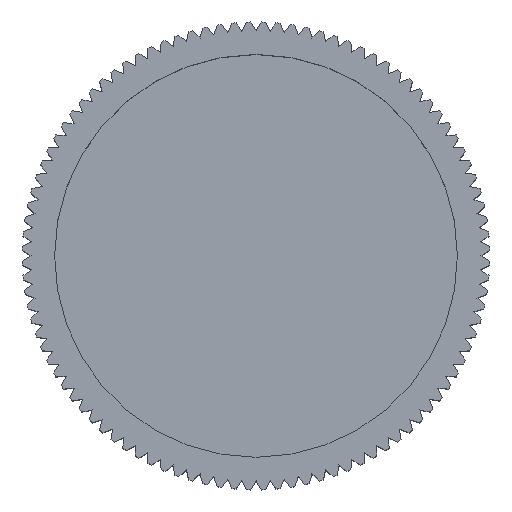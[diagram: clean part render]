
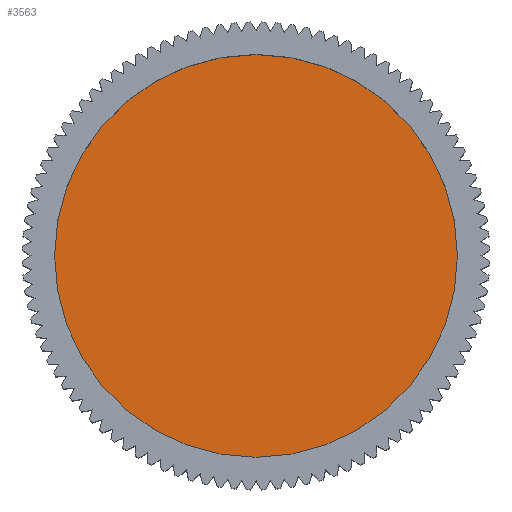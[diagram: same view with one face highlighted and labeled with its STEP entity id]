
A CAD part, top view. The second image highlights one B-rep face of the part: STEP entity #3563.
In plain terms, the highlighted planar face has unit normal (0, 0, 1).
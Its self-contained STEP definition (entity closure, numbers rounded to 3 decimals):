
#2305=VERTEX_POINT('',#6130);
#2497=EDGE_CURVE('',#2305,#3459,#6340,.T.);
#3459=VERTEX_POINT('',#7405);
#3563=ADVANCED_FACE('',(#7515),#7516,.F.);
#4147=EDGE_CURVE('',#3459,#2305,#8145,.T.);
#6130=CARTESIAN_POINT('',(15.5,0.0,14.0));
#6340=CIRCLE('',#10937,15.5);
#7405=CARTESIAN_POINT('',(-15.5,0.,14.0));
#7515=FACE_OUTER_BOUND('',#12953,.T.);
#7516=PLANE('',#12954);
#8145=CIRCLE('',#14149,15.5);
#10937=AXIS2_PLACEMENT_3D('',#17886,#17887,#17888);
#12953=EDGE_LOOP('',(#19372,#19373));
#12954=AXIS2_PLACEMENT_3D('',#19374,#19375,#19376);
#14149=AXIS2_PLACEMENT_3D('',#19907,#19908,#19909);
#17886=CARTESIAN_POINT('',(0.0,0.0,14.0));
#17887=DIRECTION('',(0.0,0.0,-1.0));
#17888=DIRECTION('',(1.0,0.0,0.0));
#19372=ORIENTED_EDGE('',*,*,#2497,.F.);
#19373=ORIENTED_EDGE('',*,*,#4147,.F.);
#19374=CARTESIAN_POINT('',(0.0,0.0,14.0));
#19375=DIRECTION('',(0.0,0.0,-1.0));
#19376=DIRECTION('',(-1.0,0.0,0.0));
#19907=CARTESIAN_POINT('',(0.0,0.0,14.0));
#19908=DIRECTION('',(0.0,0.0,-1.0));
#19909=DIRECTION('',(1.0,0.0,0.0));
